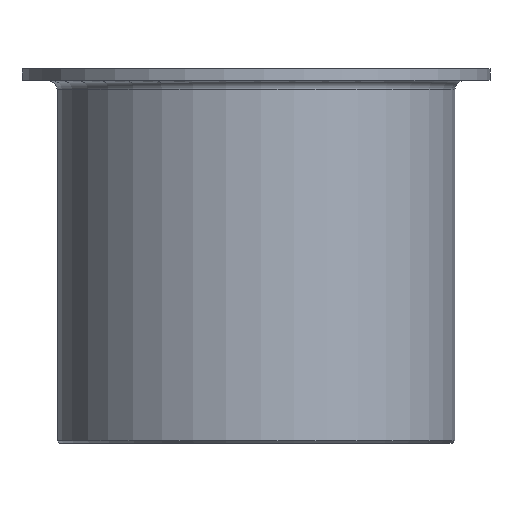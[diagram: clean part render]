
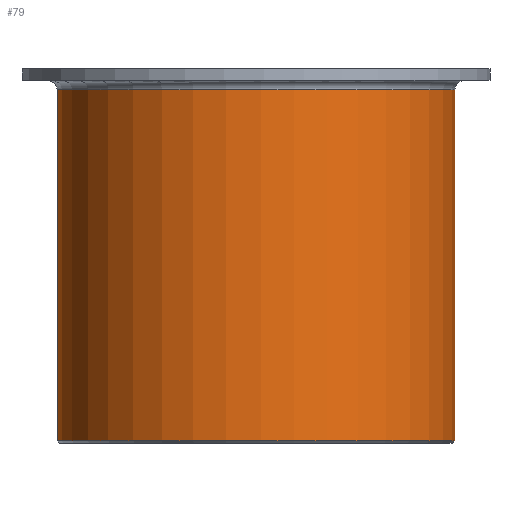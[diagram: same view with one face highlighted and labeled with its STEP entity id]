
A CAD part, front view. The second image highlights one B-rep face of the part: STEP entity #79.
In plain terms, the highlighted cylindrical face has radius 42.5 mm (diameter 85 mm), a partial arc.
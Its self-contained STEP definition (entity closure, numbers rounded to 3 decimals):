
#79=ADVANCED_FACE('',(#109),#110,.T.);
#109=FACE_OUTER_BOUND('',#159,.T.);
#110=CYLINDRICAL_SURFACE('',#160,42.5);
#159=EDGE_LOOP('',(#229,#230,#231,#232));
#160=AXIS2_PLACEMENT_3D('',#233,#234,#235);
#229=ORIENTED_EDGE('',*,*,#413,.F.);
#230=ORIENTED_EDGE('',*,*,#414,.F.);
#231=ORIENTED_EDGE('',*,*,#415,.T.);
#232=ORIENTED_EDGE('',*,*,#406,.T.);
#233=CARTESIAN_POINT('',(0.,0.,38.0));
#234=DIRECTION('',(0.,0.,1.0));
#235=DIRECTION('',(-1.0,0.,0.));
#406=EDGE_CURVE('',#475,#472,#476,.T.);
#413=EDGE_CURVE('',#488,#472,#489,.T.);
#414=EDGE_CURVE('',#490,#488,#491,.T.);
#415=EDGE_CURVE('',#490,#475,#492,.T.);
#472=VERTEX_POINT('',#580);
#475=VERTEX_POINT('',#584);
#476=CIRCLE('',#585,42.5);
#488=VERTEX_POINT('',#616);
#489=LINE('',#617,#618);
#490=VERTEX_POINT('',#619);
#491=CIRCLE('',#620,42.5);
#492=LINE('',#621,#622);
#580=CARTESIAN_POINT('',(42.5,0.,0.5));
#584=CARTESIAN_POINT('',(-42.456,-1.923,0.5));
#585=AXIS2_PLACEMENT_3D('',#793,#794,#795);
#616=CARTESIAN_POINT('',(42.5,0.,75.5));
#617=CARTESIAN_POINT('',(42.5,0.,38.0));
#618=VECTOR('',#806,1.0);
#619=CARTESIAN_POINT('',(-42.456,-1.923,75.5));
#620=AXIS2_PLACEMENT_3D('',#807,#808,#809);
#621=CARTESIAN_POINT('',(-42.456,-1.923,38.0));
#622=VECTOR('',#810,10.0);
#793=CARTESIAN_POINT('',(0.,0.,0.5));
#794=DIRECTION('',(0.,0.,1.0));
#795=DIRECTION('',(-1.0,0.,0.));
#806=DIRECTION('',(0.,0.,-1.0));
#807=CARTESIAN_POINT('',(0.,0.,75.5));
#808=DIRECTION('',(0.,0.,1.0));
#809=DIRECTION('',(-1.0,0.,0.));
#810=DIRECTION('',(0.,0.,-1.0));
